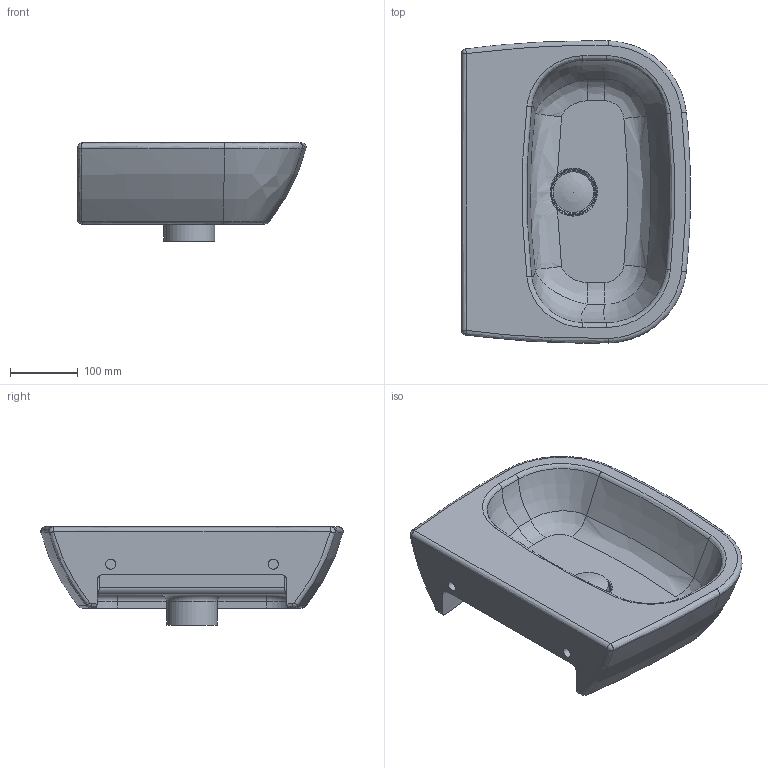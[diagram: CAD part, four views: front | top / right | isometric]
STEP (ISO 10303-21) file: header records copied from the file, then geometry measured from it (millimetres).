
FILE_DESCRIPTION((''),'2;1');
FILE_NAME('070545_2.stp','2012-10-12T09:50:44',('Administrator'),(''),'Autodesk Inventor 2011','Autodesk Inventor 2011','');
FILE_SCHEMA(('CONFIG_CONTROL_DESIGN'));
Length unit declared in the file: millimetre
Products named in the file (4): 070545_2; 070745_2; Kelch; Stopfen
Assembly tree (3 placements, depth 2):
  070545_2
    070745_2
    Kelch
    Stopfen
Bounding box: 337.75 x 446.32 x 145 mm (x, y, z)
Volume: 6754099.8 mm3; surface area: 524976.8 mm2
Topology: 3 solids, 3 shells, 124 faces, 304 edges, 183 vertices
Faces by surface type: bspline 60, cylinder 24, plane 20, torus 14, sphere 4, cone 2
Full cylindrical faces by diameter (mm): 15 x2, 42 x1, 44 x1, 52 x1, 60 x1, 75 x1
Entity records: 7362 total; most frequent: CARTESIAN_POINT 4799, ORIENTED_EDGE 568, DIRECTION 393, EDGE_CURVE 284, VERTEX_POINT 178, AXIS2_PLACEMENT_3D 172, EDGE_LOOP 144, B_SPLINE_CURVE_WITH_KNOTS 134
